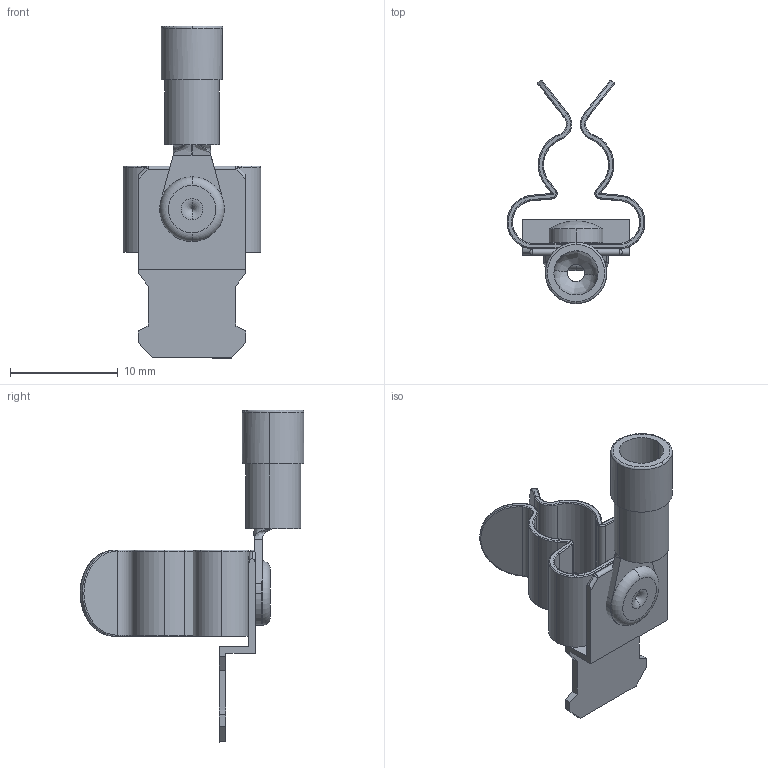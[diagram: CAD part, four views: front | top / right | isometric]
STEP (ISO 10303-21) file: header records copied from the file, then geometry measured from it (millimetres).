
FILE_DESCRIPTION (( 'STEP AP214' ), '1' );
FILE_NAME ('1016-102.STEP', '2024-07-31T13:10:41', ( '' ), ( '' ), 'SwSTEP 2.0', 'SolidWorks 2022', '' );
FILE_SCHEMA (( 'AUTOMOTIVE_DESIGN' ));
Length unit declared in the file: millimetre
Products named in the file (5): 1016-102; 3x1,5_1,8mm Blechstärke; 1022-052 .; 1010-002.; 8010-015
Assembly tree (4 placements, depth 2):
  1016-102
    8010-015
    3x1,5_1,8mm Blechstärke
    1010-002.
    1022-052 .
Bounding box: 12.8 x 20.75 x 30.81 mm (x, y, z)
Volume: 564.4 mm3; surface area: 1926.9 mm2
Topology: 5 solids, 5 shells, 369 faces, 923 edges, 579 vertices
Faces by surface type: plane 159, bspline 110, cylinder 89, torus 6, cone 3, sphere 2
Entity records: 17856 total; most frequent: CARTESIAN_POINT 6663, ORIENTED_EDGE 1822, DIRECTION 1484, EDGE_CURVE 911, VERTEX_POINT 579, VECTOR 506, LINE 506, AXIS2_PLACEMENT_3D 489
